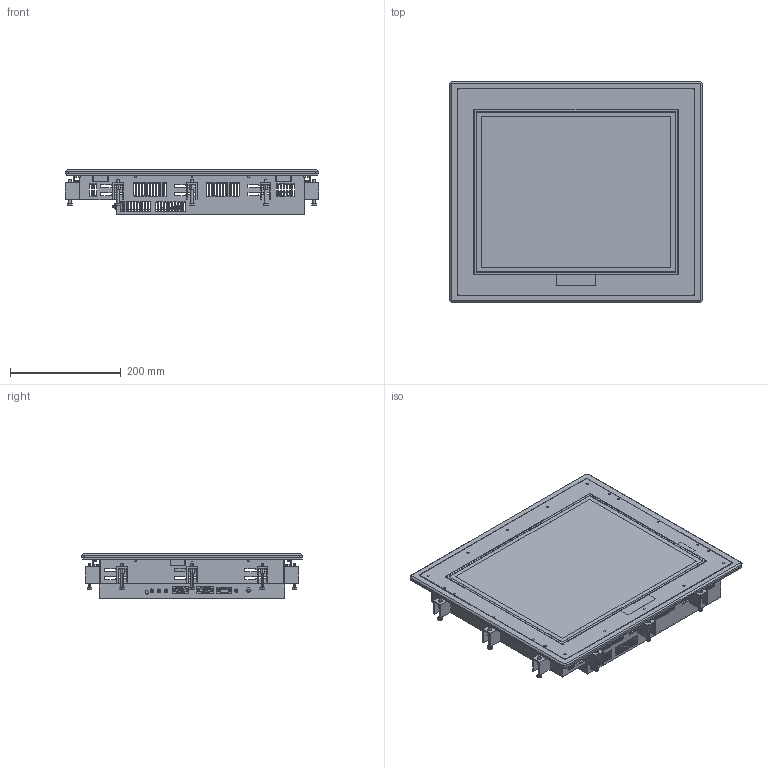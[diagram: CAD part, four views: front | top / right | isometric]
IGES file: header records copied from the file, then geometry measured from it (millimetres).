
Start section:  PTC IGES file: mon_17_sw0002.igs
Global section: file name: mon_17_sw0002.igs; native system: Pro/ENGINEER by Parametric Technology Corporation; preprocessor: 2004130; author: srollman; organization: Unknown; date: 060508.153624; units: inch
Bounding box: 458.22 x 398.78 x 80.94 mm (x, y, z)
Surface area: 1157524.8 mm2 (no closed solid volume)
Topology: 0 solids, 0 shells, 950 faces, 7883 edges, 7881 vertices
Faces by surface type: bspline 735, revolution 215
